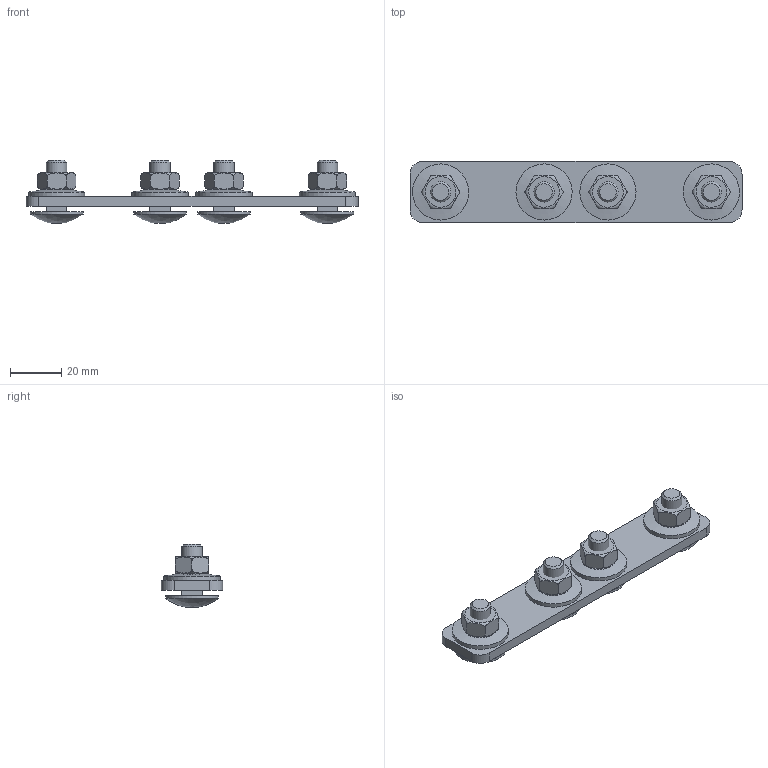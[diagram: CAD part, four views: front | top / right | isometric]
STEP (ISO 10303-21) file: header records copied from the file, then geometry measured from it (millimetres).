
FILE_DESCRIPTION(/* description */ ('Raccord pour rails 11208'),/* implementation_level */ '2;1');
FILE_NAME(/* name */ '11293MXA4.stp',/* time_stamp */ '2022-12-02T10:19:04+01:00',/* author */ ('Giuliano'),/* organization */ (''),/* preprocessor_version */ 'ST-DEVELOPER v18.1',/* originating_system */ 'Autodesk Inventor 2021',/* authorisation */ '');
FILE_SCHEMA (('AUTOMOTIVE_DESIGN { 1 0 10303 214 3 1 1 }'));
Length unit declared in the file: millimetre
Products named in the file (5): 11293MXA4; 25994; 04868; 06050; 04871
Assembly tree (13 placements, depth 2):
  11293MXA4
    25994
    04868  x4
    06050  x4
    04871  x4
Bounding box: 130 x 24 x 24.69 mm (x, y, z)
Volume: 24423.8 mm3; surface area: 18268.5 mm2
Topology: 13 solids, 13 shells, 170 faces, 396 edges, 248 vertices
Faces by surface type: plane 78, cylinder 44, cone 36, torus 8, sphere 4
Full cylindrical faces by diameter (mm): 6.647 x4, 8 x4, 8.2 x4, 13 x4, 20.65 x4, 22 x4
Entity records: 2760 total; most frequent: CARTESIAN_POINT 683, DIRECTION 413, ORIENTED_EDGE 378, EDGE_CURVE 189, AXIS2_PLACEMENT_3D 154, VERTEX_POINT 122, LINE 105, VECTOR 105
